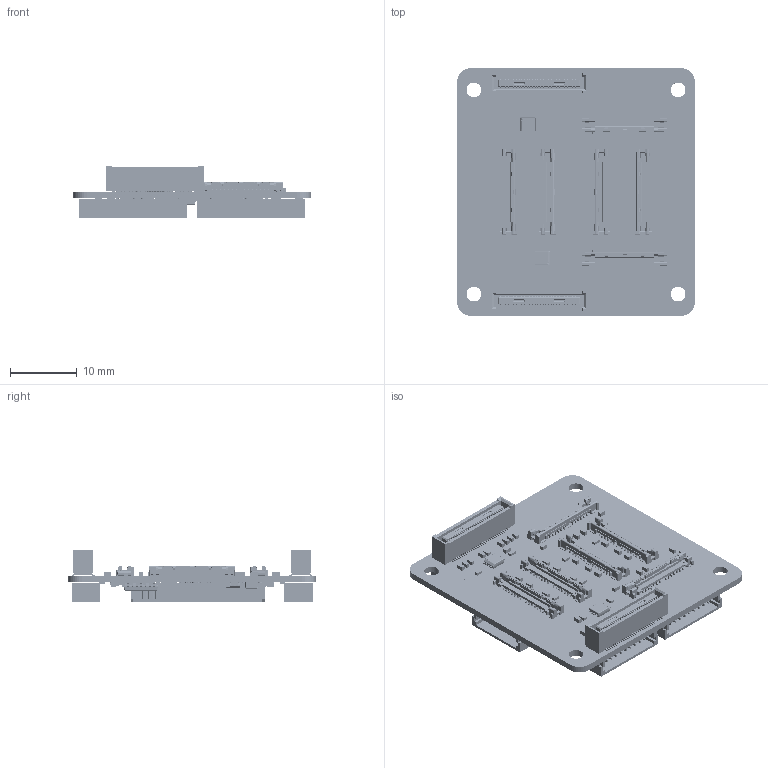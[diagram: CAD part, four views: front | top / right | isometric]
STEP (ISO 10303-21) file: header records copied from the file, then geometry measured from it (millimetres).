
FILE_DESCRIPTION(('Open CASCADE Model'),'2;1');
FILE_NAME('Open CASCADE Shape Model','2024-09-12T07:19:55',('Author'),( 'Open CASCADE'),'Open CASCADE STEP processor 7.5','Open CASCADE 7.5' ,'Unknown');
FILE_SCHEMA(('AUTOMOTIVE_DESIGN { 1 0 10303 214 1 1 1 1 }'));
Length unit declared in the file: millimetre
Products named in the file (237): PCB; Board; Open CASCADE STEP translator 7.5 1.1.1; U9; 7387454544; Open CASCADE STEP translator 6.8 2.1; Body; Open CASCADE STEP translator 6.8 2.2.1; ball; U8; TP22; 7632164896; Cylinder; TP21; TP20; TP19; TP18; TP17; R53; 7632894768; Extruded; 7632894608; R52; 7632904608; 7632904448; R51; R50; R49; R48; R47; R46; R45; R44; J5; SM08B-SRSS-TB; 7632905088; J4; SM06B-SRSS-TB; CR12; DIO-ESDR0524PMUTAG ...
Assembly tree (639 placements, depth 5):
  PCB
    Board
      Open CASCADE STEP translator 7.5 1.1.1
    U9
      7387454544
        Open CASCADE STEP translator 6.8 2.1
        Body
          Open CASCADE STEP translator 6.8 2.2.1
        ball  x8
    U8
      7387454544
        Open CASCADE STEP translator 6.8 2.1
        Body
          Open CASCADE STEP translator 6.8 2.2.1
        ball  x8
    TP22
      7632164896
        Cylinder
    TP21
      7632164896
        Cylinder
    TP20
      7632164896
        Cylinder
    TP19
      7632164896
        Cylinder
    TP18
      7632164896
        Cylinder
    TP17
      7632164896
        Cylinder
    R53
      7632894768  x2
        Extruded
      7632894608
        Extruded
    R52
      7632904608  x2
        Extruded
      7632904448
        Extruded
    R51
      7632894768  x2
        Extruded
      7632894608
        Extruded
    R50
      7632904608  x2
        Extruded
      7632904448
        Extruded
    R49
      7632894768  x2
        Extruded
      7632894608
        Extruded
    R48
      7632894768  x2
Bounding box: 35.5 x 37.14 x 7.85 mm (x, y, z)
Volume: 2311 mm3; surface area: 7045.6 mm2
Topology: 646 solids, 654 shells, 14303 faces, 36679 edges, 24042 vertices
Faces by surface type: plane 11054, cylinder 3113, sphere 72, bspline 32, cone 24, torus 4, revolution 4
Full cylindrical faces by diameter (mm): 0.111 x4, 0.207 x1, 0.3 x3, 0.562 x1, 0.75 x17, 2.2 x4
Entity records: 128899 total; most frequent: CARTESIAN_POINT 23306, DIRECTION 20337, ORIENTED_EDGE 19788, EDGE_CURVE 9896, LINE 7985, VECTOR 7985, VERTEX_POINT 6477, AXIS2_PLACEMENT_3D 6174
